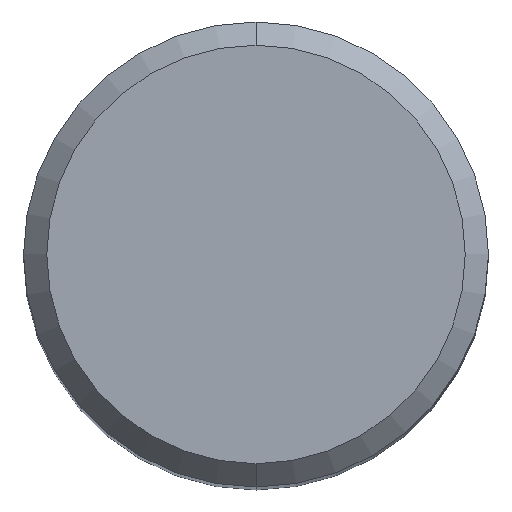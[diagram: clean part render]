
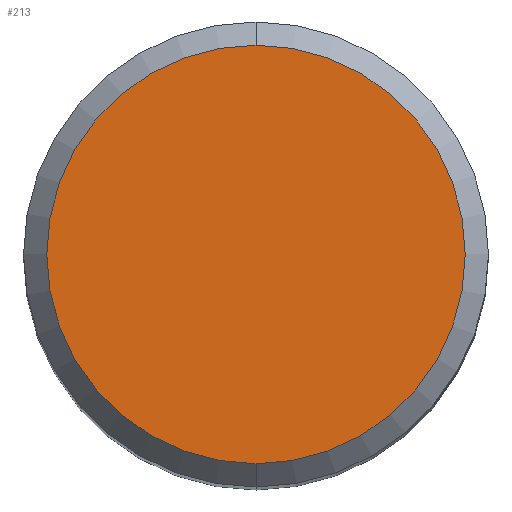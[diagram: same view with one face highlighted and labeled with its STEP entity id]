
A CAD part, top view. The second image highlights one B-rep face of the part: STEP entity #213.
In plain terms, the highlighted planar face has unit normal (0, 0, 1).
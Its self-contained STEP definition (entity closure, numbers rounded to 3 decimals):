
#105=VERTEX_POINT('',#257);
#127=EDGE_CURVE('',#105,#131,#282,.T.);
#131=VERTEX_POINT('',#286);
#159=EDGE_CURVE('',#131,#105,#318,.T.);
#213=ADVANCED_FACE('',(#378),#379,.T.);
#257=CARTESIAN_POINT('',(0.0,5.4,0.0));
#282=CIRCLE('',#451,5.4);
#286=CARTESIAN_POINT('',(0.,-5.4,0.0));
#318=CIRCLE('',#495,5.4);
#378=FACE_OUTER_BOUND('',#574,.T.);
#379=PLANE('',#575);
#451=AXIS2_PLACEMENT_3D('',#641,#642,#643);
#495=AXIS2_PLACEMENT_3D('',#690,#691,#692);
#574=EDGE_LOOP('',(#767,#768));
#575=AXIS2_PLACEMENT_3D('',#769,#770,#771);
#641=CARTESIAN_POINT('',(0.0,0.0,0.0));
#642=DIRECTION('',(0.0,0.0,-1.0));
#643=DIRECTION('',(0.0,1.0,0.0));
#690=CARTESIAN_POINT('',(0.0,0.0,0.0));
#691=DIRECTION('',(0.0,0.0,-1.0));
#692=DIRECTION('',(0.0,1.0,0.0));
#767=ORIENTED_EDGE('',*,*,#127,.F.);
#768=ORIENTED_EDGE('',*,*,#159,.F.);
#769=CARTESIAN_POINT('',(0.0,2.7,0.0));
#770=DIRECTION('',(-0.0,0.0,1.0));
#771=DIRECTION('',(0.0,-1.0,0.0));
